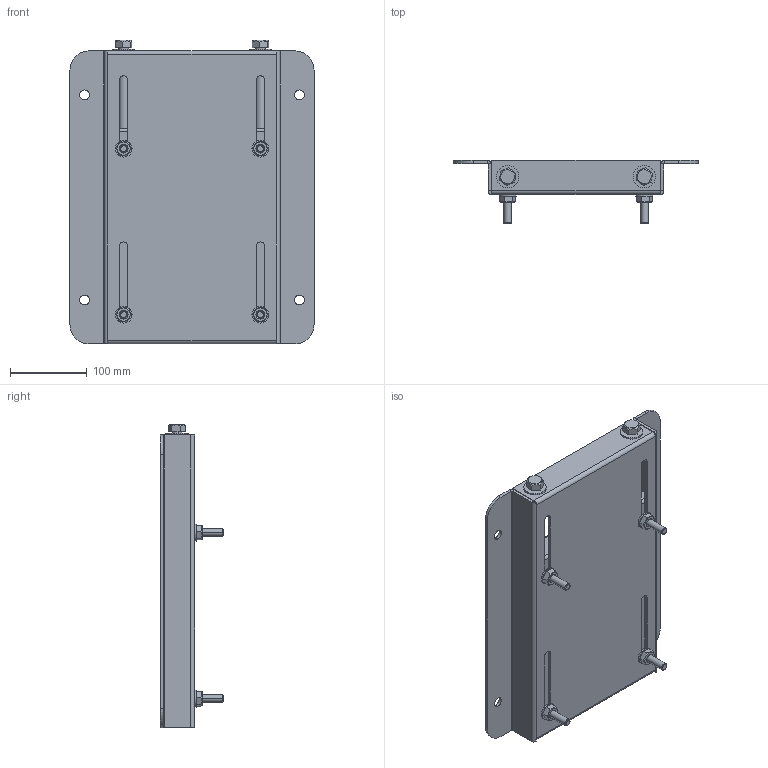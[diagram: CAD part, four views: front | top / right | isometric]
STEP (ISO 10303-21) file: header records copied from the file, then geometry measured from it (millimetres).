
FILE_DESCRIPTION (( 'STEP AP203' ), '1' );
FILE_NAME ('215.STEP', '2014-08-14T00:50:53', ( '微软用户' ), ( '微软中国' ), 'SwSTEP 2.0', 'SolidWorks 2011', '' );
FILE_SCHEMA (( 'CONFIG_CONTROL_DESIGN' ));
Length unit declared in the file: millimetre
Products named in the file (9): luogan; luomao; luomao9.53; dianpian9.5; luogan9.53; 2152; 2151; 215; dianpian12.7
Assembly tree (22 placements, depth 2):
  215
    luomao  x4
    2152
    luogan9.53  x4
    luogan  x2
    luomao9.53  x4
    dianpian12.7  x2
    2151
    dianpian9.5  x4
Bounding box: 317.5 x 82.2 x 395 mm (x, y, z)
Volume: 909869.2 mm3; surface area: 507126.9 mm2
Topology: 22 solids, 22 shells, 378 faces, 876 edges, 548 vertices
Faces by surface type: plane 202, cylinder 104, cone 72
Entity records: 7335 total; most frequent: CARTESIAN_POINT 1265, DIRECTION 1042, ORIENTED_EDGE 932, EDGE_CURVE 466, AXIS2_PLACEMENT_3D 383, VERTEX_POINT 286, LINE 276, VECTOR 276
